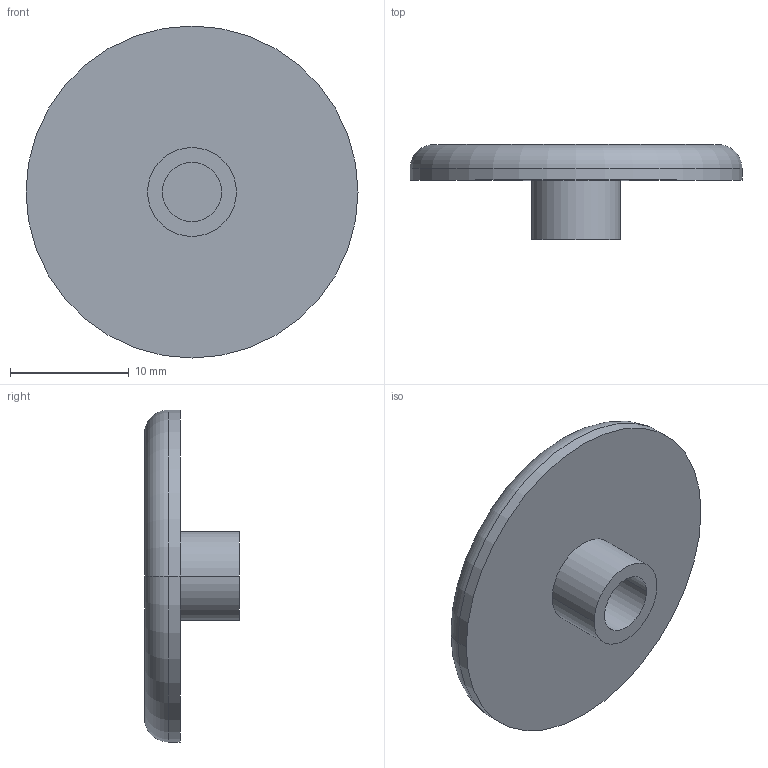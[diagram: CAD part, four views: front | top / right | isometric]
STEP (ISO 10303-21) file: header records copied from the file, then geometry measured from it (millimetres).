
FILE_DESCRIPTION((''),'2;1');
FILE_NAME('14031','2022-09-19T11:08:09',('PredragRovcanin'),('Audax d.o.o.'),'CREO PARAMETRIC BY PTC INC, 2020281','CREO PARAMETRIC BY PTC INC, 2020281','');
FILE_SCHEMA(('AUTOMOTIVE_DESIGN { 1 0 10303 214 1 1 1 1 }'));
Length unit declared in the file: millimetre
Products named in the file (1): 14031
Bounding box: 28 x 8 x 28 mm (x, y, z)
Volume: 1896.9 mm3; surface area: 1614.5 mm2
Topology: 1 solids, 1 shells, 12 faces, 24 edges, 18 vertices
Faces by surface type: cylinder 6, plane 4, torus 2
Entity records: 953 total; most frequent: COLOUR_RGB 320, DIRECTION 66, CARTESIAN_POINT 53, ORIENTED_EDGE 44, PROPERTY_DEFINITION 37, REPRESENTATION 35, PROPERTY_DEFINITION_REPRESENTATION 35, AXIS2_PLACEMENT_3D 29
